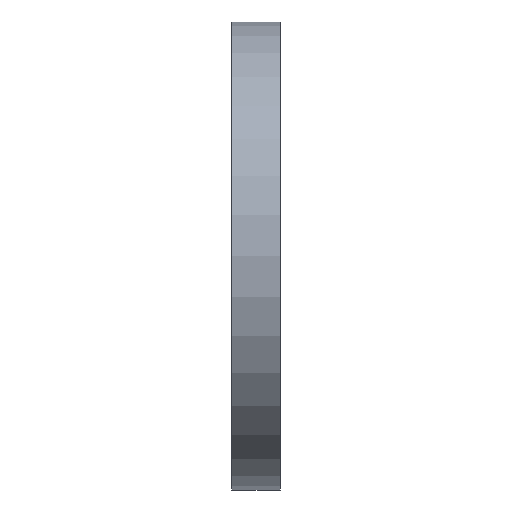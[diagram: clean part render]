
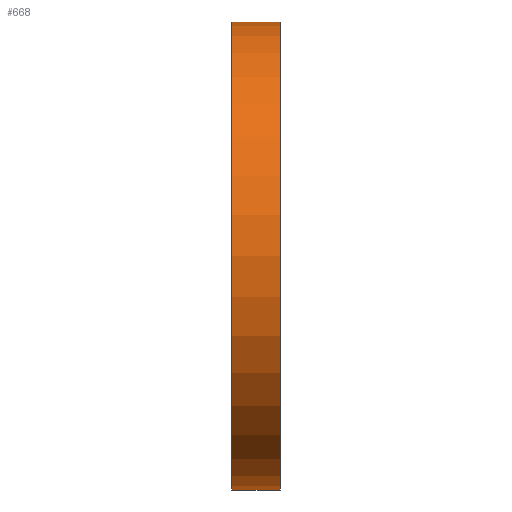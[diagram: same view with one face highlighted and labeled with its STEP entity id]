
A CAD part, left-side view. The second image highlights one B-rep face of the part: STEP entity #668.
In plain terms, the highlighted cylindrical face has radius 96 mm (diameter 192 mm), a partial arc.
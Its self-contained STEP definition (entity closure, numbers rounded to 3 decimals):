
#7 = CARTESIAN_POINT ( 'NONE',  ( -44.845, 10., -96. ) ) ;
#35 = DIRECTION ( 'NONE',  ( 0., -1., 0. ) ) ;
#61 = EDGE_LOOP ( 'NONE', ( #849, #213, #597, #113 ) ) ;
#112 = CIRCLE ( 'NONE', #578, 96. ) ;
#113 = ORIENTED_EDGE ( 'NONE', *, *, #204, .T. ) ;
#151 = CARTESIAN_POINT ( 'NONE',  ( -44.845, -10., -96. ) ) ;
#155 = VERTEX_POINT ( 'NONE', #151 ) ;
#163 = LINE ( 'NONE', #422, #169 ) ;
#169 = VECTOR ( 'NONE', #35, 1000. ) ;
#183 = DIRECTION ( 'NONE',  ( 0., -1., 0. ) ) ;
#187 = FACE_OUTER_BOUND ( 'NONE', #61, .T. ) ;
#204 = EDGE_CURVE ( 'NONE', #317, #155, #323, .T. ) ;
#213 = ORIENTED_EDGE ( 'NONE', *, *, #284, .F. ) ;
#246 = DIRECTION ( 'NONE',  ( 0., -1., 0. ) ) ;
#284 = EDGE_CURVE ( 'NONE', #533, #453, #163, .T. ) ;
#309 = DIRECTION ( 'NONE',  ( 0., -1., 0. ) ) ;
#315 = DIRECTION ( 'NONE',  ( 0., 0., 1. ) ) ;
#317 = VERTEX_POINT ( 'NONE', #425 ) ;
#319 = DIRECTION ( 'NONE',  ( 0., -1., 0. ) ) ;
#323 = LINE ( 'NONE', #7, #705 ) ;
#375 = CARTESIAN_POINT ( 'NONE',  ( -44.845, 10., 0. ) ) ;
#422 = CARTESIAN_POINT ( 'NONE',  ( -44.845, 10., 96. ) ) ;
#425 = CARTESIAN_POINT ( 'NONE',  ( -44.845, 10., -96. ) ) ;
#453 = VERTEX_POINT ( 'NONE', #543 ) ;
#496 = EDGE_CURVE ( 'NONE', #453, #155, #844, .T. ) ;
#497 = CARTESIAN_POINT ( 'NONE',  ( -44.845, -10., 0. ) ) ;
#505 = DIRECTION ( 'NONE',  ( 0., 0., -1. ) ) ;
#529 = AXIS2_PLACEMENT_3D ( 'NONE', #497, #309, #315 ) ;
#533 = VERTEX_POINT ( 'NONE', #708 ) ;
#543 = CARTESIAN_POINT ( 'NONE',  ( -44.845, -10., 96. ) ) ;
#553 = EDGE_CURVE ( 'NONE', #533, #317, #112, .T. ) ;
#565 = CARTESIAN_POINT ( 'NONE',  ( -44.845, 10., 0. ) ) ;
#578 = AXIS2_PLACEMENT_3D ( 'NONE', #375, #183, #761 ) ;
#597 = ORIENTED_EDGE ( 'NONE', *, *, #553, .T. ) ;
#668 = ADVANCED_FACE ( 'NONE', ( #187 ), #772, .T. ) ;
#705 = VECTOR ( 'NONE', #319, 1000. ) ;
#708 = CARTESIAN_POINT ( 'NONE',  ( -44.845, 10., 96. ) ) ;
#761 = DIRECTION ( 'NONE',  ( 0., 0., 1. ) ) ;
#767 = AXIS2_PLACEMENT_3D ( 'NONE', #565, #246, #505 ) ;
#772 = CYLINDRICAL_SURFACE ( 'NONE', #767, 96. ) ;
#844 = CIRCLE ( 'NONE', #529, 96. ) ;
#849 = ORIENTED_EDGE ( 'NONE', *, *, #496, .F. ) ;
